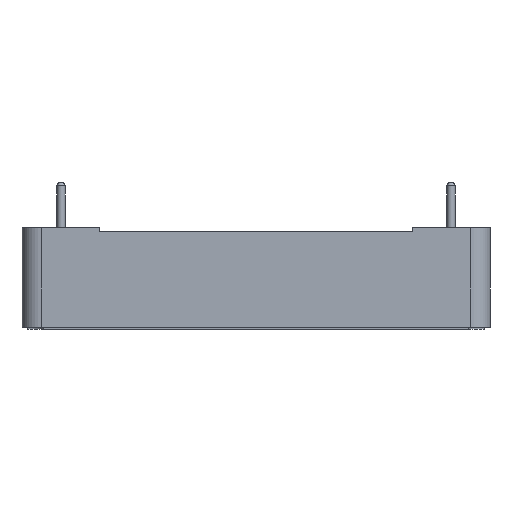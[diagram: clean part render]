
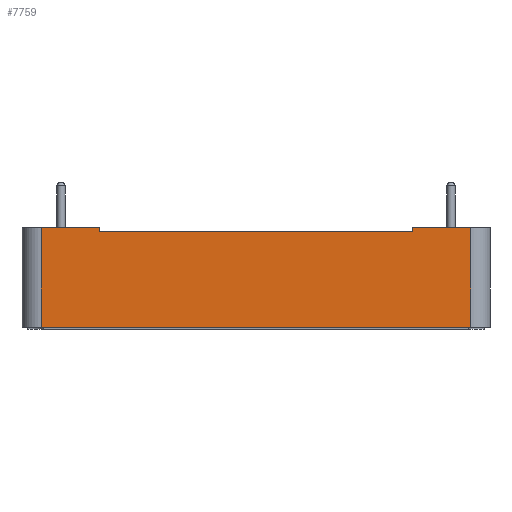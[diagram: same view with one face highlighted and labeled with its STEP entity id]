
A CAD part, left-side view. The second image highlights one B-rep face of the part: STEP entity #7759.
In plain terms, the highlighted face is planar.
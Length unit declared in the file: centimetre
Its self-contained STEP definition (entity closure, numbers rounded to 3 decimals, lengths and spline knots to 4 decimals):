
#756=VECTOR('',#9185,1.);
#804=VECTOR('',#9371,1.);
#805=VECTOR('',#9372,1.);
#806=VECTOR('',#9373,1.);
#807=VECTOR('',#9374,1.);
#808=VECTOR('',#9375,1.);
#809=VECTOR('',#9376,1.);
#810=VECTOR('',#9377,1.);
#1631=LINE('',#12208,#756);
#1679=LINE('',#12407,#804);
#1680=LINE('',#12409,#805);
#1681=LINE('',#12411,#806);
#1682=LINE('',#12413,#807);
#1683=LINE('',#12415,#808);
#1684=LINE('',#12417,#809);
#1685=LINE('',#12419,#810);
#2395=VERTEX_POINT('',#12207);
#2396=VERTEX_POINT('',#12209);
#2473=VERTEX_POINT('',#12408);
#2474=VERTEX_POINT('',#12410);
#2475=VERTEX_POINT('',#12412);
#2476=VERTEX_POINT('',#12414);
#2477=VERTEX_POINT('',#12416);
#2478=VERTEX_POINT('',#12418);
#3624=EDGE_CURVE('',#2396,#2395,#1631,.T.);
#3719=EDGE_CURVE('',#2395,#2473,#1679,.T.);
#3720=EDGE_CURVE('',#2473,#2474,#1680,.T.);
#3721=EDGE_CURVE('',#2474,#2475,#1681,.T.);
#3722=EDGE_CURVE('',#2475,#2476,#1682,.T.);
#3723=EDGE_CURVE('',#2476,#2477,#1683,.T.);
#3724=EDGE_CURVE('',#2477,#2478,#1684,.T.);
#3725=EDGE_CURVE('',#2396,#2478,#1685,.T.);
#5356=ORIENTED_EDGE('',*,*,#3624,.T.);
#5357=ORIENTED_EDGE('',*,*,#3719,.T.);
#5358=ORIENTED_EDGE('',*,*,#3720,.T.);
#5359=ORIENTED_EDGE('',*,*,#3721,.T.);
#5360=ORIENTED_EDGE('',*,*,#3722,.T.);
#5361=ORIENTED_EDGE('',*,*,#3723,.T.);
#5362=ORIENTED_EDGE('',*,*,#3724,.T.);
#5363=ORIENTED_EDGE('',*,*,#3725,.F.);
#6636=EDGE_LOOP('',(#5356,#5357,#5358,#5359,#5360,#5361,#5362,#5363));
#7211=FACE_BOUND('',#6636,.T.);
#7759=ADVANCED_FACE('',(#7211),#8180,.T.);
#8180=PLANE('',#13428);
#9185=DIRECTION('',(-1.,0.,0.));
#9370=DIRECTION('',(0.,0.,-1.));
#9371=DIRECTION('',(0.,-1.,0.));
#9372=DIRECTION('',(-1.,0.,0.));
#9373=DIRECTION('',(0.,1.,0.));
#9374=DIRECTION('',(1.,0.,0.));
#9375=DIRECTION('',(0.,-1.,0.));
#9376=DIRECTION('',(-1.,0.,0.));
#9377=DIRECTION('',(0.,-1.,0.));
#12207=CARTESIAN_POINT('',(-3.4821,-0.585,-6.096));
#12208=CARTESIAN_POINT('',(-4.201,-0.585,-6.096));
#12209=CARTESIAN_POINT('',(0.3911,-0.585,-6.096));
#12406=CARTESIAN_POINT('',(-1.5455,0.505,-6.096));
#12407=CARTESIAN_POINT('',(-3.4821,-0.585,-6.096));
#12408=CARTESIAN_POINT('',(-3.4821,-0.635,-6.096));
#12409=CARTESIAN_POINT('',(-4.201,-0.635,-6.096));
#12410=CARTESIAN_POINT('',(-4.201,-0.635,-6.096));
#12411=CARTESIAN_POINT('',(-4.201,0.505,-6.096));
#12412=CARTESIAN_POINT('',(-4.201,0.595,-6.096));
#12413=CARTESIAN_POINT('',(-4.201,0.595,-6.096));
#12414=CARTESIAN_POINT('',(1.11,0.595,-6.096));
#12415=CARTESIAN_POINT('',(1.11,0.505,-6.096));
#12416=CARTESIAN_POINT('',(1.11,-0.635,-6.096));
#12417=CARTESIAN_POINT('',(1.11,-0.635,-6.096));
#12418=CARTESIAN_POINT('',(0.3911,-0.635,-6.096));
#12419=CARTESIAN_POINT('',(0.3911,-0.585,-6.096));
#13428=AXIS2_PLACEMENT_3D('',#12406,#9370,$);
